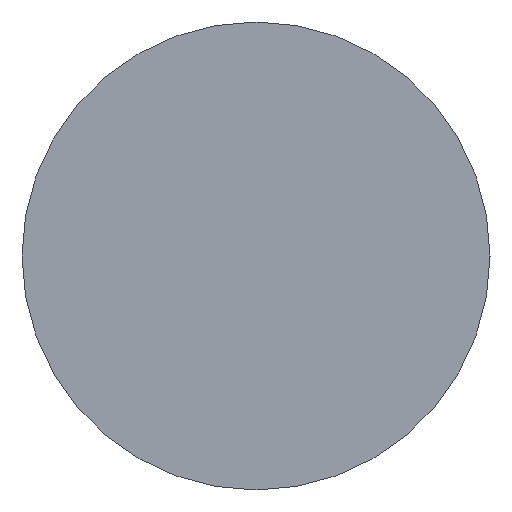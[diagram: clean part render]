
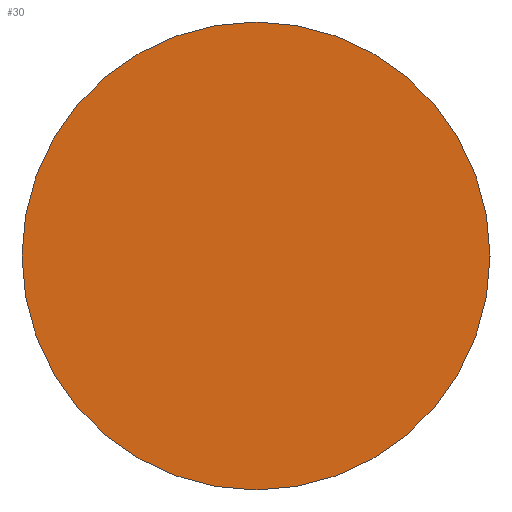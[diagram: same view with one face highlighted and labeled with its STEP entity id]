
A CAD part, left-side view. The second image highlights one B-rep face of the part: STEP entity #30.
In plain terms, the highlighted planar face has unit normal (-1, 0, 0).
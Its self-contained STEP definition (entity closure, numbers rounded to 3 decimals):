
#27=PLANE('',#88);
#30=ADVANCED_FACE('',(#34),#27,.T.);
#34=FACE_OUTER_BOUND('',#38,.F.);
#38=EDGE_LOOP('',(#45,#46));
#45=ORIENTED_EDGE('',*,*,#71,.F.);
#46=ORIENTED_EDGE('',*,*,#67,.F.);
#67=EDGE_CURVE('',#80,#79,#73,.T.);
#71=EDGE_CURVE('',#79,#80,#75,.T.);
#73=CIRCLE('',#83,5.);
#75=CIRCLE('',#85,5.);
#79=VERTEX_POINT('',#117);
#80=VERTEX_POINT('',#118);
#83=AXIS2_PLACEMENT_3D('',#119,#94,#95);
#85=AXIS2_PLACEMENT_3D('',#123,#100,#101);
#88=AXIS2_PLACEMENT_3D('',#126,#106,#107);
#94=DIRECTION('',(-1.,0.,0.));
#95=DIRECTION('',(0.,1.,0.));
#100=DIRECTION('',(-1.,0.,0.));
#101=DIRECTION('',(0.,-1.,0.));
#106=DIRECTION('',(-1.,0.,0.));
#107=DIRECTION('',(0.,0.,1.));
#117=CARTESIAN_POINT('',(0.,-5.,0.));
#118=CARTESIAN_POINT('',(0.,5.,0.));
#119=CARTESIAN_POINT('',(0.,0.,0.));
#123=CARTESIAN_POINT('',(0.,0.,0.));
#126=CARTESIAN_POINT('',(0.,-5.1,-5.1));
